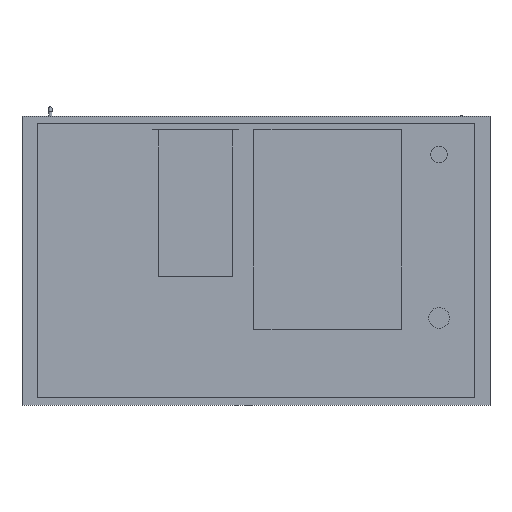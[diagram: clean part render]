
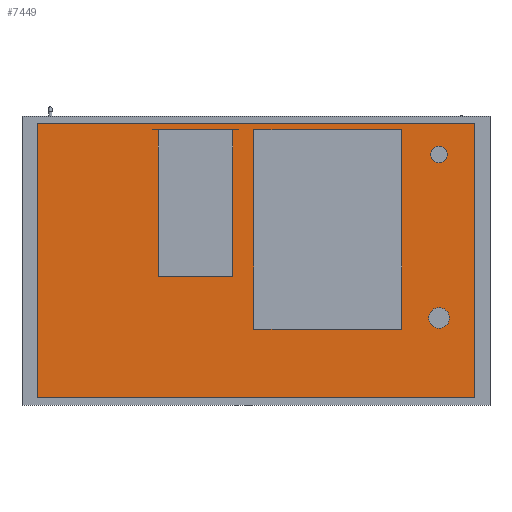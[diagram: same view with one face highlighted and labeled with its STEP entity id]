
A CAD part, front view. The second image highlights one B-rep face of the part: STEP entity #7449.
In plain terms, the highlighted planar face has unit normal (0, -1, 0).
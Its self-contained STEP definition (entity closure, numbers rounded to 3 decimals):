
#63=FACE_BOUND('',#767,.T.);
#64=FACE_BOUND('',#768,.T.);
#81=CIRCLE('',#7956,20.);
#83=CIRCLE('',#7960,25.);
#313=FACE_OUTER_BOUND('',#766,.T.);
#766=EDGE_LOOP('',(#4975,#4976,#4977,#4978));
#767=EDGE_LOOP('',(#4979));
#768=EDGE_LOOP('',(#4980));
#1243=LINE('',#10679,#2195);
#1246=LINE('',#10685,#2198);
#1249=LINE('',#10691,#2201);
#1252=LINE('',#10695,#2204);
#2195=VECTOR('',#8586,10.);
#2198=VECTOR('',#8591,10.);
#2201=VECTOR('',#8596,10.);
#2204=VECTOR('',#8601,10.);
#3128=VERTEX_POINT('',#10636);
#3130=VERTEX_POINT('',#10643);
#3141=VERTEX_POINT('',#10676);
#3142=VERTEX_POINT('',#10678);
#3144=VERTEX_POINT('',#10684);
#3146=VERTEX_POINT('',#10690);
#3843=EDGE_CURVE('',#3128,#3128,#81,.T.);
#3846=EDGE_CURVE('',#3130,#3130,#83,.T.);
#3861=EDGE_CURVE('',#3142,#3141,#1243,.T.);
#3864=EDGE_CURVE('',#3144,#3142,#1246,.T.);
#3867=EDGE_CURVE('',#3146,#3144,#1249,.T.);
#3870=EDGE_CURVE('',#3141,#3146,#1252,.T.);
#4975=ORIENTED_EDGE('',*,*,#3870,.T.);
#4976=ORIENTED_EDGE('',*,*,#3867,.T.);
#4977=ORIENTED_EDGE('',*,*,#3864,.T.);
#4978=ORIENTED_EDGE('',*,*,#3861,.T.);
#4979=ORIENTED_EDGE('',*,*,#3843,.T.);
#4980=ORIENTED_EDGE('',*,*,#3846,.T.);
#7051=PLANE('',#7972);
#7449=ADVANCED_FACE('',(#313,#63,#64),#7051,.T.);
#7956=AXIS2_PLACEMENT_3D('',#10638,#8547,#8548);
#7960=AXIS2_PLACEMENT_3D('',#10645,#8556,#8557);
#7972=AXIS2_PLACEMENT_3D('',#10697,#8604,#8605);
#8547=DIRECTION('center_axis',(0.,1.,0.));
#8548=DIRECTION('ref_axis',(1.,0.,0.));
#8556=DIRECTION('center_axis',(0.,1.,0.));
#8557=DIRECTION('ref_axis',(1.,0.,0.));
#8586=DIRECTION('',(-1.,0.,0.));
#8591=DIRECTION('',(0.,0.,1.));
#8596=DIRECTION('',(1.,0.,0.));
#8601=DIRECTION('',(0.,0.,-1.));
#8604=DIRECTION('center_axis',(0.,-1.,0.));
#8605=DIRECTION('ref_axis',(0.,0.,-1.));
#10636=CARTESIAN_POINT('',(420.,-370.,255.));
#10638=CARTESIAN_POINT('Origin',(440.,-370.,255.));
#10643=CARTESIAN_POINT('',(415.,-370.,-138.));
#10645=CARTESIAN_POINT('Origin',(440.,-370.,-138.));
#10676=CARTESIAN_POINT('',(-525.,-370.,330.));
#10678=CARTESIAN_POINT('',(525.,-370.,330.));
#10679=CARTESIAN_POINT('',(-525.,-370.,330.));
#10684=CARTESIAN_POINT('',(525.,-370.,-330.));
#10685=CARTESIAN_POINT('',(525.,-370.,330.));
#10690=CARTESIAN_POINT('',(-525.,-370.,-330.));
#10691=CARTESIAN_POINT('',(525.,-370.,-330.));
#10695=CARTESIAN_POINT('',(-525.,-370.,-330.));
#10697=CARTESIAN_POINT('Origin',(0.,-370.,0.));
